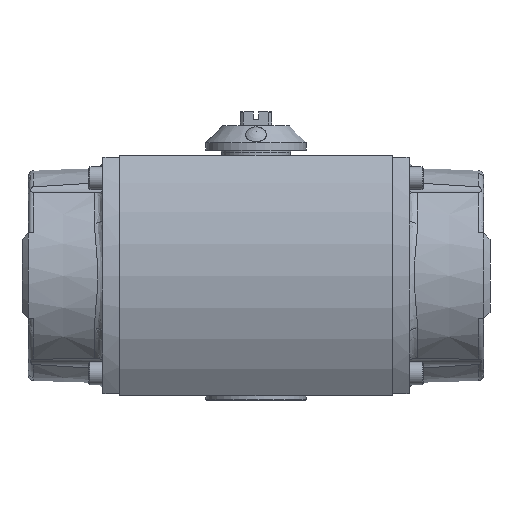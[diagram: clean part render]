
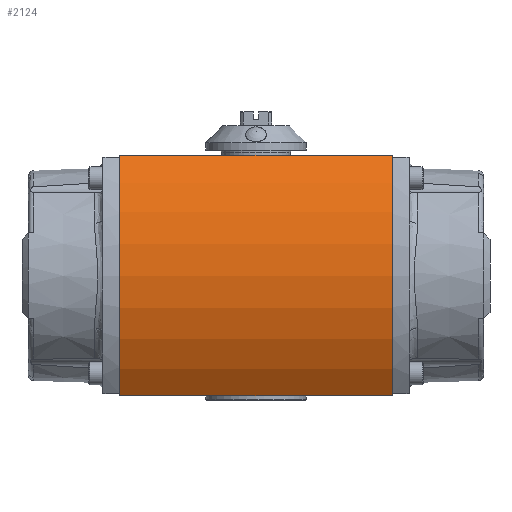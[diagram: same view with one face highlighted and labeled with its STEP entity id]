
A CAD part, left-side view. The second image highlights one B-rep face of the part: STEP entity #2124.
In plain terms, the highlighted cylindrical face has radius 141.903 mm (diameter 283.806 mm), a partial arc.
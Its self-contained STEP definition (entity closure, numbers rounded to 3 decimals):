
#644=CARTESIAN_POINT('',(-50.15,94.985,-83.75));
#645=VERTEX_POINT('',#644);
#662=CARTESIAN_POINT('',(-50.15,-94.985,-83.75));
#663=VERTEX_POINT('',#662);
#670=CARTESIAN_POINT('',(-50.15,94.985,-83.75));
#671=DIRECTION('',(0.0,-1.0,0.0));
#672=VECTOR('',#671,189.97);
#673=LINE('',#670,#672);
#674=EDGE_CURVE('',#645,#663,#673,.T.);
#1976=CARTESIAN_POINT('',(-50.15,-94.985,83.75));
#1977=VERTEX_POINT('',#1976);
#1986=CARTESIAN_POINT('',(64.403,-94.985,0.));
#1987=DIRECTION('',(0.0,1.,0.0));
#1988=DIRECTION('',(-0.807,0.0,-0.59));
#1989=AXIS2_PLACEMENT_3D('',#1986,#1987,#1988);
#1990=CIRCLE('',#1989,141.903);
#1991=EDGE_CURVE('',#663,#1977,#1990,.T.);
#2061=CARTESIAN_POINT('',(-50.15,94.985,83.75));
#2062=VERTEX_POINT('',#2061);
#2069=CARTESIAN_POINT('',(-50.15,-94.985,83.75));
#2070=DIRECTION('',(0.0,1.0,0.0));
#2071=VECTOR('',#2070,189.97);
#2072=LINE('',#2069,#2071);
#2073=EDGE_CURVE('',#1977,#2062,#2072,.T.);
#2107=CARTESIAN_POINT('',(64.403,0.0,0.));
#2108=DIRECTION('',(0.0,1.0,0.0));
#2109=DIRECTION('',(-0.807,0.0,-0.59));
#2110=AXIS2_PLACEMENT_3D('',#2107,#2108,#2109);
#2111=CYLINDRICAL_SURFACE('',#2110,141.903);
#2112=CARTESIAN_POINT('',(64.403,94.985,0.));
#2113=DIRECTION('',(0.0,-1.,0.0));
#2114=DIRECTION('',(-0.807,0.0,-0.59));
#2115=AXIS2_PLACEMENT_3D('',#2112,#2113,#2114);
#2116=CIRCLE('',#2115,141.903);
#2117=EDGE_CURVE('',#2062,#645,#2116,.T.);
#2118=ORIENTED_EDGE('',*,*,#2117,.T.);
#2119=ORIENTED_EDGE('',*,*,#674,.T.);
#2120=ORIENTED_EDGE('',*,*,#1991,.T.);
#2121=ORIENTED_EDGE('',*,*,#2073,.T.);
#2122=EDGE_LOOP('',(#2118,#2119,#2120,#2121));
#2123=FACE_OUTER_BOUND('',#2122,.T.);
#2124=ADVANCED_FACE('',(#2123),#2111,.T.);
